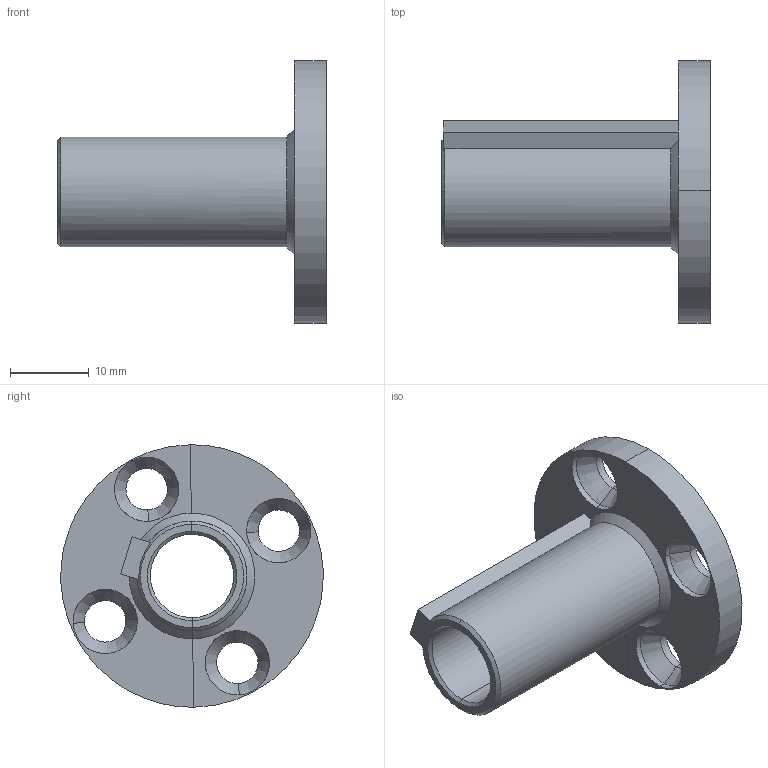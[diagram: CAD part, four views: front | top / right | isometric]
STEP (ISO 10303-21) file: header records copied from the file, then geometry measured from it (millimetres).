
FILE_DESCRIPTION(/* description */ (''),/* implementation_level */ '2;1');
FILE_NAME(/* name */ 'Nut_Metal3DP',/* time_stamp */ '2025-08-16T00:16:15-04:00',/* author */ (''),/* organization */ (''),/* preprocessor_version */ 'ST-DEVELOPER v16.5',/* originating_system */ 'Rhino 7.38',/* authorisation */ '');
FILE_SCHEMA (('CONFIG_CONTROL_DESIGN'));
Length unit declared in the file: millimetre
Products named in the file (1): Document
Bounding box: 34.01 x 33.19 x 33.24 mm (x, y, z)
Volume: 4505.1 mm3; surface area: 4627 mm2
Topology: 1 solids, 1 shells, 50 faces, 115 edges, 67 vertices
Faces by surface type: cylinder 26, bspline 16, plane 8
Entity records: 1754 total; most frequent: CARTESIAN_POINT 954, ORIENTED_EDGE 230, EDGE_CURVE 115, VERTEX_POINT 67, EDGE_LOOP 60, ADVANCED_FACE 50, FACE_OUTER_BOUND 50, DIRECTION 37
